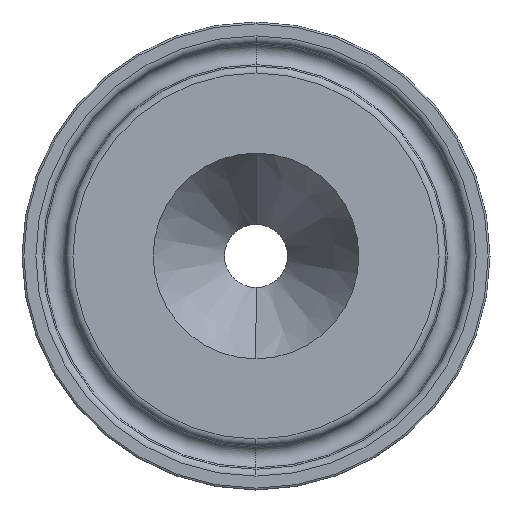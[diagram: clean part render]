
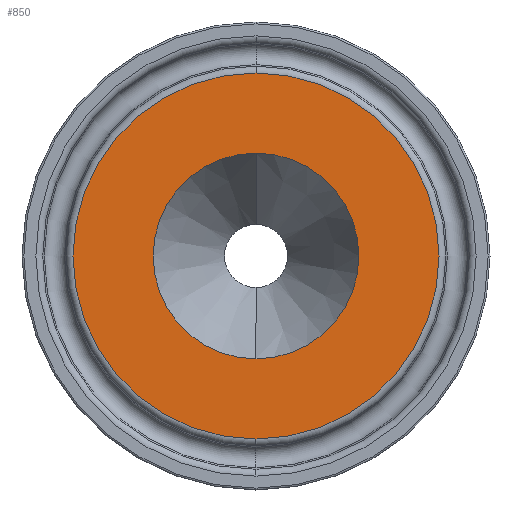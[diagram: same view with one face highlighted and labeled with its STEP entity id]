
A CAD part, left-side view. The second image highlights one B-rep face of the part: STEP entity #850.
In plain terms, the highlighted planar face has unit normal (-1, 0, 0).
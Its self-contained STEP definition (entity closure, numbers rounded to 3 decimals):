
#1 = EDGE_CURVE ( 'NONE', #869, #861, #197, .T. ) ;
#7 = EDGE_LOOP ( 'NONE', ( #935, #922 ) ) ;
#86 = AXIS2_PLACEMENT_3D ( 'NONE', #920, #1001, #616 ) ;
#131 = CARTESIAN_POINT ( 'NONE',  ( 0., 0., -19.747 ) ) ;
#144 = DIRECTION ( 'NONE',  ( -1., 0., 0. ) ) ;
#145 = DIRECTION ( 'NONE',  ( -1., 0., 0. ) ) ;
#156 = VERTEX_POINT ( 'NONE', #131 ) ;
#174 = AXIS2_PLACEMENT_3D ( 'NONE', #337, #145, #907 ) ;
#197 = CIRCLE ( 'NONE', #261, 11.1 ) ;
#243 = DIRECTION ( 'NONE',  ( 0., 0., 1. ) ) ;
#253 = CARTESIAN_POINT ( 'NONE',  ( 0., 0., 19.747 ) ) ;
#261 = AXIS2_PLACEMENT_3D ( 'NONE', #1235, #775, #553 ) ;
#335 = CARTESIAN_POINT ( 'NONE',  ( 0., 0., 0. ) ) ;
#337 = CARTESIAN_POINT ( 'NONE',  ( 0., 0., 0. ) ) ;
#341 = EDGE_CURVE ( 'NONE', #601, #156, #719, .T. ) ;
#358 = PLANE ( 'NONE',  #86 ) ;
#384 = ORIENTED_EDGE ( 'NONE', *, *, #655, .F. ) ;
#513 = CIRCLE ( 'NONE', #991, 19.747 ) ;
#537 = FACE_OUTER_BOUND ( 'NONE', #7, .T. ) ;
#553 = DIRECTION ( 'NONE',  ( 0., 0., 1. ) ) ;
#561 = ORIENTED_EDGE ( 'NONE', *, *, #1, .F. ) ;
#601 = VERTEX_POINT ( 'NONE', #253 ) ;
#616 = DIRECTION ( 'NONE',  ( 0., 0., -1. ) ) ;
#655 = EDGE_CURVE ( 'NONE', #861, #869, #891, .T. ) ;
#710 = DIRECTION ( 'NONE',  ( 0., 0., 1. ) ) ;
#718 = DIRECTION ( 'NONE',  ( -1., 0., 0. ) ) ;
#719 = CIRCLE ( 'NONE', #174, 19.747 ) ;
#775 = DIRECTION ( 'NONE',  ( -1., 0., 0. ) ) ;
#824 = CARTESIAN_POINT ( 'NONE',  ( 0., 0., 11.1 ) ) ;
#831 = AXIS2_PLACEMENT_3D ( 'NONE', #335, #718, #243 ) ;
#850 = ADVANCED_FACE ( 'NONE', ( #1078, #537 ), #358, .F. ) ;
#861 = VERTEX_POINT ( 'NONE', #1013 ) ;
#869 = VERTEX_POINT ( 'NONE', #824 ) ;
#891 = CIRCLE ( 'NONE', #831, 11.1 ) ;
#907 = DIRECTION ( 'NONE',  ( 0., 0., 1. ) ) ;
#920 = CARTESIAN_POINT ( 'NONE',  ( 0., 11.1, 0. ) ) ;
#922 = ORIENTED_EDGE ( 'NONE', *, *, #951, .T. ) ;
#935 = ORIENTED_EDGE ( 'NONE', *, *, #341, .T. ) ;
#951 = EDGE_CURVE ( 'NONE', #156, #601, #513, .T. ) ;
#991 = AXIS2_PLACEMENT_3D ( 'NONE', #1225, #144, #710 ) ;
#1001 = DIRECTION ( 'NONE',  ( 1., 0., 0. ) ) ;
#1013 = CARTESIAN_POINT ( 'NONE',  ( 0., 0., -11.1 ) ) ;
#1078 = FACE_BOUND ( 'NONE', #1131, .T. ) ;
#1131 = EDGE_LOOP ( 'NONE', ( #561, #384 ) ) ;
#1225 = CARTESIAN_POINT ( 'NONE',  ( 0., 0., 0. ) ) ;
#1235 = CARTESIAN_POINT ( 'NONE',  ( 0., 0., 0. ) ) ;
